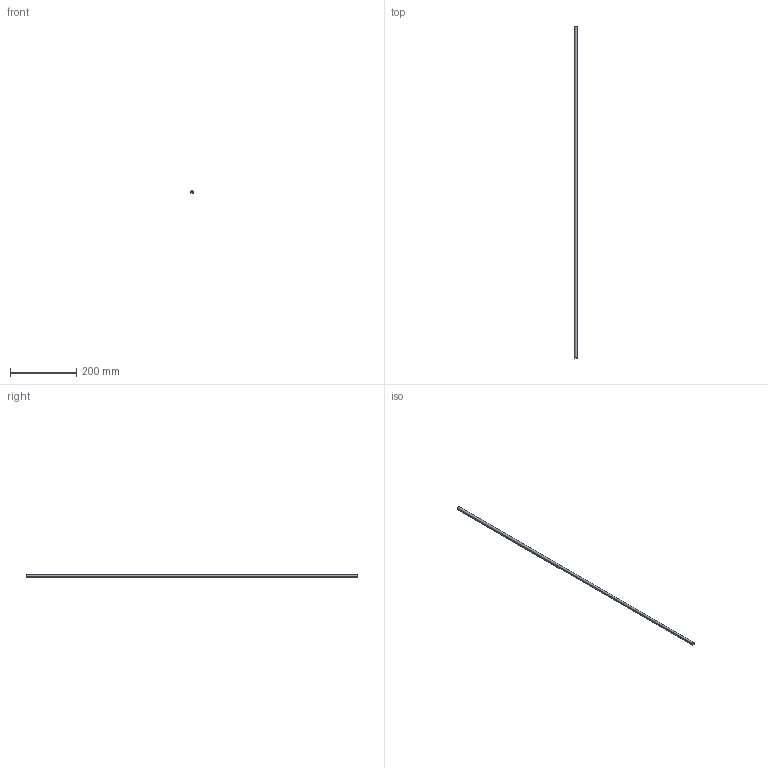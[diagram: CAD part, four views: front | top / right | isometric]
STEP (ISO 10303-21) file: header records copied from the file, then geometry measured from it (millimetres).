
FILE_DESCRIPTION( ( 'Unknown' ), '1' );
FILE_NAME( '384xx005_MaxSize.stp', 'Unknown', ( 'Unknown' ), ( 'Unknown' ), 'PSStep 21.0.46', 'Unknown', ' ' );
FILE_SCHEMA( ( 'AUTOMOTIVE_DESIGN { 1 0 10303 214 1 1 1 1 }' ) );
Length unit declared in the file: millimetre
Products named in the file (3): Assem1; 384xx005; MaxSize
Assembly tree (2 placements, depth 2):
  Assem1
    384xx005
    MaxSize
Bounding box: 8.12 x 1000.2 x 8.12 mm (x, y, z)
Surface area: 74538.7 mm2
Topology: 2 solids, 2 shells, 16 faces, 36 edges, 24 vertices
Faces by surface type: plane 13, cylinder 3
Entity records: 632 total; most frequent: DIRECTION 80, CARTESIAN_POINT 79, ORIENTED_EDGE 72, EDGE_CURVE 36, LINE 30, VECTOR 30, AXIS2_PLACEMENT_3D 25, VERTEX_POINT 24
